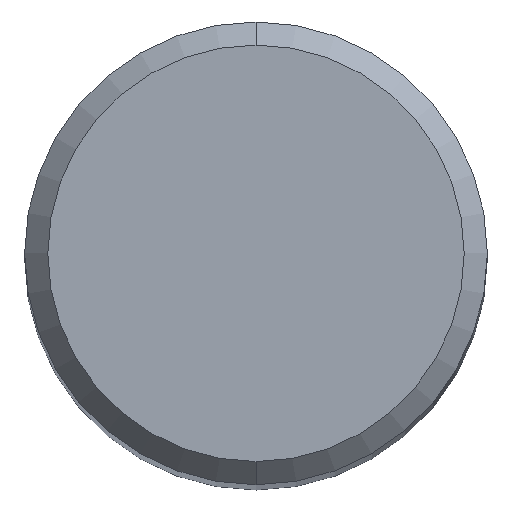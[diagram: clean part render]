
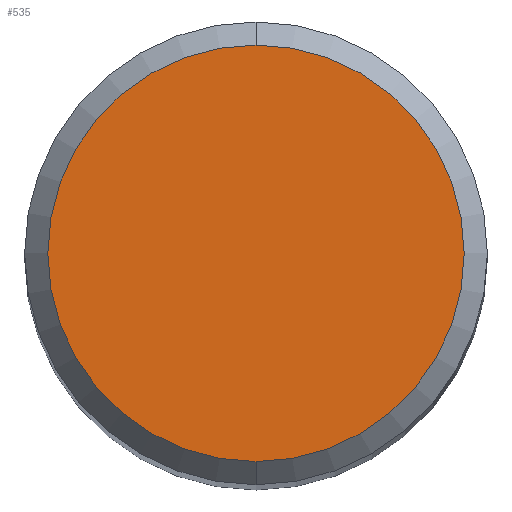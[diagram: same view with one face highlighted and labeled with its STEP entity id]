
A CAD part, top view. The second image highlights one B-rep face of the part: STEP entity #535.
In plain terms, the highlighted planar face has unit normal (0, 0, 1).
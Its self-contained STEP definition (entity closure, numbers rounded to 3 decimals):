
#405=EDGE_CURVE('',#725,#771,#1114,.T.);
#445=EDGE_CURVE('',#771,#725,#1157,.T.);
#535=ADVANCED_FACE('',(#1258),#1259,.T.);
#725=VERTEX_POINT('',#1463);
#771=VERTEX_POINT('',#1513);
#1114=CIRCLE('',#1907,3.6);
#1157=CIRCLE('',#2102,3.6);
#1258=FACE_OUTER_BOUND('',#2551,.T.);
#1259=PLANE('',#2552);
#1463=CARTESIAN_POINT('',(0.,-3.6,0.0));
#1513=CARTESIAN_POINT('',(0.0,3.6,0.0));
#1907=AXIS2_PLACEMENT_3D('',#10762,#10763,#10764);
#2102=AXIS2_PLACEMENT_3D('',#10799,#10800,#10801);
#2551=EDGE_LOOP('',(#10940,#10941));
#2552=AXIS2_PLACEMENT_3D('',#10942,#10943,#10944);
#10762=CARTESIAN_POINT('',(0.0,0.0,0.0));
#10763=DIRECTION('',(0.0,0.0,-1.0));
#10764=DIRECTION('',(0.0,1.0,0.0));
#10799=CARTESIAN_POINT('',(0.0,0.0,0.0));
#10800=DIRECTION('',(0.0,0.0,-1.0));
#10801=DIRECTION('',(0.0,1.0,0.0));
#10940=ORIENTED_EDGE('',*,*,#445,.F.);
#10941=ORIENTED_EDGE('',*,*,#405,.F.);
#10942=CARTESIAN_POINT('',(0.0,1.8,0.0));
#10943=DIRECTION('',(-0.0,0.0,1.0));
#10944=DIRECTION('',(0.0,-1.0,0.0));
